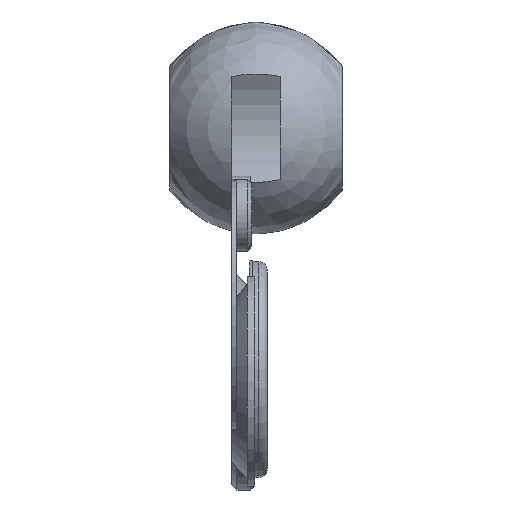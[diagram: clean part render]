
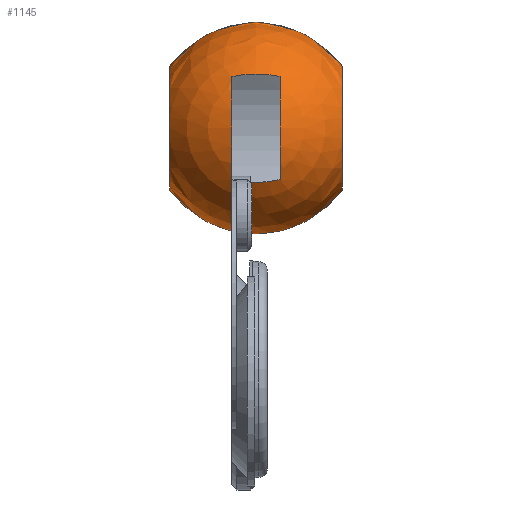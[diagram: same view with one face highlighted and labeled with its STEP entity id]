
A CAD part, top view. The second image highlights one B-rep face of the part: STEP entity #1145.
In plain terms, the highlighted spherical face has radius 21.273 mm.
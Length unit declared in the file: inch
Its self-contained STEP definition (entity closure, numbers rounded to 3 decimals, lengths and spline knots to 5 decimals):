
#11=SPHERICAL_SURFACE('',#1522,0.8375);
#12=B_SPLINE_CURVE_WITH_KNOTS('',3,(#2298,#2299,#2300,#2301,#2302,#2303),
 .UNSPECIFIED.,.F.,.F.,(4,2,4),(1.31846,1.4596,1.78941),
 .UNSPECIFIED.);
#13=B_SPLINE_CURVE_WITH_KNOTS('',3,(#2307,#2308,#2309,#2310,#2311,#2312),
 .UNSPECIFIED.,.F.,.F.,(4,2,4),(1.78941,2.11921,2.26035),
 .UNSPECIFIED.);
#14=B_SPLINE_CURVE_WITH_KNOTS('',3,(#2313,#2314,#2315,#2316,#2317,#2318),
 .UNSPECIFIED.,.F.,.F.,(4,2,4),(1.31846,1.4596,1.78941),
 .UNSPECIFIED.);
#15=B_SPLINE_CURVE_WITH_KNOTS('',3,(#2319,#2320,#2321,#2322,#2323,#2324),
 .UNSPECIFIED.,.F.,.F.,(4,2,4),(1.78941,2.11921,2.26035),
 .UNSPECIFIED.);
#127=FACE_BOUND('',#290,.T.);
#128=FACE_BOUND('',#291,.T.);
#209=FACE_OUTER_BOUND('',#289,.T.);
#289=EDGE_LOOP('',(#1055,#1056,#1057,#1058,#1059,#1060,#1061,#1062));
#290=EDGE_LOOP('',(#1063,#1064));
#291=EDGE_LOOP('',(#1065,#1066));
#470=CIRCLE('',#1516,0.81566);
#473=CIRCLE('',#1521,0.81566);
#474=CIRCLE('',#1523,0.8375);
#475=CIRCLE('',#1524,0.49);
#476=CIRCLE('',#1525,0.49);
#477=CIRCLE('',#1526,0.49);
#478=CIRCLE('',#1527,0.49);
#588=VERTEX_POINT('',#2291);
#589=VERTEX_POINT('',#2292);
#590=VERTEX_POINT('',#2296);
#591=VERTEX_POINT('',#2297);
#592=VERTEX_POINT('',#2304);
#593=VERTEX_POINT('',#2306);
#594=VERTEX_POINT('',#2328);
#595=VERTEX_POINT('',#2330);
#596=VERTEX_POINT('',#2331);
#597=VERTEX_POINT('',#2334);
#598=VERTEX_POINT('',#2335);
#743=EDGE_CURVE('',#588,#589,#470,.T.);
#745=EDGE_CURVE('',#590,#591,#12,.T.);
#747=EDGE_CURVE('',#593,#592,#13,.T.);
#748=EDGE_CURVE('',#589,#593,#14,.T.);
#749=EDGE_CURVE('',#591,#588,#15,.T.);
#750=EDGE_CURVE('',#592,#590,#473,.T.);
#751=EDGE_CURVE('',#593,#594,#474,.T.);
#752=EDGE_CURVE('',#595,#596,#475,.T.);
#753=EDGE_CURVE('',#596,#595,#476,.T.);
#754=EDGE_CURVE('',#597,#598,#477,.T.);
#755=EDGE_CURVE('',#598,#597,#478,.T.);
#1055=ORIENTED_EDGE('',*,*,#749,.T.);
#1056=ORIENTED_EDGE('',*,*,#743,.T.);
#1057=ORIENTED_EDGE('',*,*,#748,.T.);
#1058=ORIENTED_EDGE('',*,*,#751,.T.);
#1059=ORIENTED_EDGE('',*,*,#751,.F.);
#1060=ORIENTED_EDGE('',*,*,#747,.T.);
#1061=ORIENTED_EDGE('',*,*,#750,.T.);
#1062=ORIENTED_EDGE('',*,*,#745,.T.);
#1063=ORIENTED_EDGE('',*,*,#752,.T.);
#1064=ORIENTED_EDGE('',*,*,#753,.T.);
#1065=ORIENTED_EDGE('',*,*,#754,.F.);
#1066=ORIENTED_EDGE('',*,*,#755,.F.);
#1145=ADVANCED_FACE('',(#209,#127,#128),#11,.T.);
#1516=AXIS2_PLACEMENT_3D('',#2293,#1933,#1934);
#1521=AXIS2_PLACEMENT_3D('',#2326,#1943,#1944);
#1522=AXIS2_PLACEMENT_3D('',#2327,#1945,#1946);
#1523=AXIS2_PLACEMENT_3D('',#2329,#1947,#1948);
#1524=AXIS2_PLACEMENT_3D('',#2332,#1949,#1950);
#1525=AXIS2_PLACEMENT_3D('',#2333,#1951,#1952);
#1526=AXIS2_PLACEMENT_3D('',#2336,#1953,#1954);
#1527=AXIS2_PLACEMENT_3D('',#2337,#1955,#1956);
#1933=DIRECTION('center_axis',(0.,-1.,0.));
#1934=DIRECTION('ref_axis',(0.,0.,1.));
#1943=DIRECTION('center_axis',(0.,1.,0.));
#1944=DIRECTION('ref_axis',(0.,0.,-1.));
#1945=DIRECTION('center_axis',(0.,0.,1.));
#1946=DIRECTION('ref_axis',(1.,0.,0.));
#1947=DIRECTION('center_axis',(0.,-1.,0.));
#1948=DIRECTION('ref_axis',(-1.,0.,0.));
#1949=DIRECTION('center_axis',(0.,-1.,0.));
#1950=DIRECTION('ref_axis',(1.,0.,0.));
#1951=DIRECTION('center_axis',(0.,-1.,0.));
#1952=DIRECTION('ref_axis',(1.,0.,0.));
#1953=DIRECTION('center_axis',(0.,-1.,0.));
#1954=DIRECTION('ref_axis',(1.,0.,0.));
#1955=DIRECTION('center_axis',(0.,-1.,0.));
#1956=DIRECTION('ref_axis',(1.,0.,0.));
#2291=CARTESIAN_POINT('',(0.40604,-0.19,0.70742));
#2292=CARTESIAN_POINT('',(-0.40604,-0.19,0.70742));
#2293=CARTESIAN_POINT('Origin',(0.,-0.19,0.));
#2296=CARTESIAN_POINT('',(0.40604,0.19,0.70742));
#2297=CARTESIAN_POINT('',(0.42626,0.,0.72091));
#2298=CARTESIAN_POINT('Ctrl Pts',(0.40604,0.19,0.70742));
#2299=CARTESIAN_POINT('Ctrl Pts',(0.41021,0.17107,0.71011));
#2300=CARTESIAN_POINT('Ctrl Pts',(0.41371,0.15198,0.71241));
#2301=CARTESIAN_POINT('Ctrl Pts',(0.42319,0.08816,
0.71875));
#2302=CARTESIAN_POINT('Ctrl Pts',(0.42626,0.04328,
0.72091));
#2303=CARTESIAN_POINT('Ctrl Pts',(0.42626,0.,
0.72091));
#2304=CARTESIAN_POINT('',(-0.40604,0.19,0.70742));
#2306=CARTESIAN_POINT('',(-0.42626,0.,0.72091));
#2307=CARTESIAN_POINT('Ctrl Pts',(-0.42626,0.,
0.72091));
#2308=CARTESIAN_POINT('Ctrl Pts',(-0.42626,0.04328,
0.72091));
#2309=CARTESIAN_POINT('Ctrl Pts',(-0.42319,0.08816,
0.71875));
#2310=CARTESIAN_POINT('Ctrl Pts',(-0.41371,0.15198,
0.71241));
#2311=CARTESIAN_POINT('Ctrl Pts',(-0.41021,0.17107,
0.71011));
#2312=CARTESIAN_POINT('Ctrl Pts',(-0.40604,0.19,0.70742));
#2313=CARTESIAN_POINT('Ctrl Pts',(-0.40604,-0.19,0.70742));
#2314=CARTESIAN_POINT('Ctrl Pts',(-0.41021,-0.17107,
0.71011));
#2315=CARTESIAN_POINT('Ctrl Pts',(-0.41371,-0.15198,
0.71241));
#2316=CARTESIAN_POINT('Ctrl Pts',(-0.42319,-0.08816,
0.71875));
#2317=CARTESIAN_POINT('Ctrl Pts',(-0.42626,-0.04328,
0.72091));
#2318=CARTESIAN_POINT('Ctrl Pts',(-0.42626,0.,
0.72091));
#2319=CARTESIAN_POINT('Ctrl Pts',(0.42626,0.,0.72091));
#2320=CARTESIAN_POINT('Ctrl Pts',(0.42626,-0.04328,
0.72091));
#2321=CARTESIAN_POINT('Ctrl Pts',(0.42319,-0.08816,
0.71875));
#2322=CARTESIAN_POINT('Ctrl Pts',(0.41371,-0.15198,
0.71241));
#2323=CARTESIAN_POINT('Ctrl Pts',(0.41021,-0.17107,
0.71011));
#2324=CARTESIAN_POINT('Ctrl Pts',(0.40604,-0.19,0.70742));
#2326=CARTESIAN_POINT('Origin',(0.,0.19,0.));
#2327=CARTESIAN_POINT('Origin',(0.,0.,0.));
#2328=CARTESIAN_POINT('',(0.,0.,-0.8375));
#2329=CARTESIAN_POINT('Origin',(0.,0.,0.));
#2330=CARTESIAN_POINT('',(0.49,0.6792,0.));
#2331=CARTESIAN_POINT('',(-0.49,0.6792,0.));
#2332=CARTESIAN_POINT('Origin',(0.,0.6792,
0.));
#2333=CARTESIAN_POINT('Origin',(0.,0.6792,
0.));
#2334=CARTESIAN_POINT('',(0.49,-0.6792,0.));
#2335=CARTESIAN_POINT('',(-0.49,-0.6792,0.));
#2336=CARTESIAN_POINT('Origin',(0.,-0.6792,
0.));
#2337=CARTESIAN_POINT('Origin',(0.,-0.6792,
0.));
